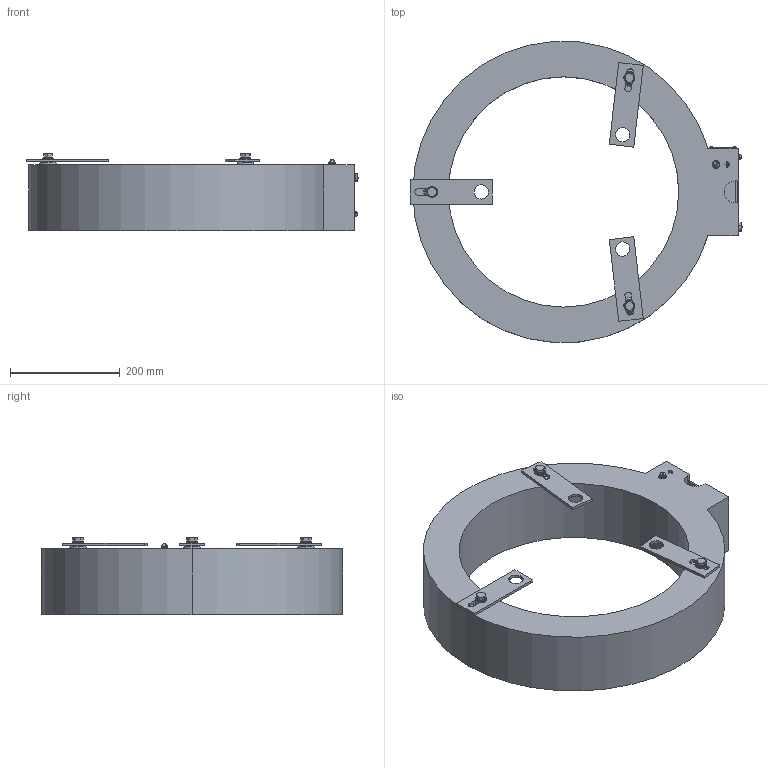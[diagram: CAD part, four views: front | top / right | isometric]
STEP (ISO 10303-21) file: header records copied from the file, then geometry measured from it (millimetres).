
FILE_DESCRIPTION (( 'STEP AP203' ), '1' );
FILE_NAME ('畟-110-IX-3.2-1.STEP', '2022-08-02T03:39:18', ( '' ), ( '' ), 'SwSTEP 2.0', 'SolidWorks 2010', '' );
FILE_SCHEMA (( 'CONFIG_CONTROL_DESIGN' ));
Length unit declared in the file: millimetre
Products named in the file (1): 畟-110-IX-3.2-1
Bounding box: 605.33 x 548.88 x 140.4 mm (x, y, z)
Surface area: 1092791.6 mm2 (no closed solid volume)
Topology: 0 solids, 50 shells, 233 faces, 845 edges, 642 vertices
Faces by surface type: plane 123, cylinder 59, cone 25, sphere 18, torus 8
Entity records: 9470 total; most frequent: CARTESIAN_POINT 1982, DIRECTION 1688, ORIENTED_EDGE 1249, EDGE_CURVE 845, AXIS2_PLACEMENT_3D 660, VERTEX_POINT 642, CIRCLE 426, VECTOR 368
